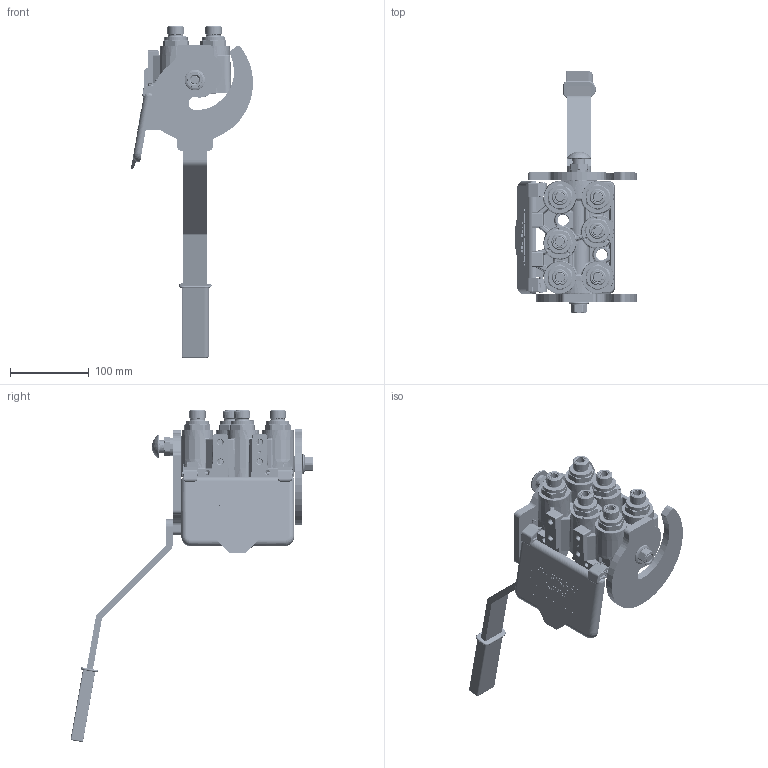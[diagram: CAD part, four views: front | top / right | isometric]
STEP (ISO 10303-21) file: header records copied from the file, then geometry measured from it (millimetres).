
FILE_DESCRIPTION (( 'STEP AP214' ), '1' );
FILE_NAME ('FASTER.step', '2021-11-15T04:37:26', ( '' ), ( '' ), 'SwSTEP 2.0', 'SolidWorks 2017', '' );
FILE_SCHEMA (( 'AUTOMOTIVE_DESIGN' ));
Length unit declared in the file: millimetre
Products named in the file (31): or2_62x17_86; 4850_001_0001_007; 4830_024_0001_012; 4830_025_1000_000; sicura_p5; 4830_001_0005_300; 4830_025_2000_000; A_2ffnb1211_12sf; 2ffnb1211_12sf; 1540_080_0012_000; 0048_042_0412_000; 4850_024_0000_020; 4830_025_0000_001; 4850_024_1000_011; et011; 4340_014_0000_000; 4850_024_0000_022; 4850_024_5001_000_ASM; P608_F_BASE; 4850_024_5001_000; 4142_072_1000_300; curs_molla_12; 4830_001_0005_301; 4830_022_0000_011; 4850_024_5001_010_1; 4830_001_0004_000; or1_5x7_m; 4852_020_0001_001; FASTER; 4830_070_0000_001
Assembly tree (37 placements, depth 4):
  FASTER
    P608_F_BASE
      4852_020_0001_001
      4830_001_0004_000  x2
      4850_001_0001_007
      4830_001_0005_300
      4830_001_0005_301
    A_2ffnb1211_12sf  x6
      curs_molla_12
        4340_014_0000_000
        4142_072_1000_300
      2ffnb1211_12sf
        2ffnb1211_12sf
    4850_024_5001_000
      4850_024_5001_000_ASM
        4850_024_5001_010_1
        4850_024_0000_022
        4850_024_1000_011
      sicura_p5
        4830_025_0000_001
        or1_5x7_m
        0048_042_0412_000
      4850_024_0000_020
      4830_025_2000_000
      4830_024_0001_012
      1540_080_0012_000
      4830_025_1000_000
      4830_022_0000_011
      4830_070_0000_001
      or2_62x17_86  x2
    et011
Bounding box: 155.3 x 308.31 x 421.88 mm (x, y, z)
Volume: 307612.6 mm3; surface area: 416475.7 mm2
Topology: 30 solids, 121 shells, 6006 faces, 16037 edges, 10316 vertices
Faces by surface type: plane 3373, cylinder 1015, cone 601, bspline 535, torus 392, sphere 90
Entity records: 192555 total; most frequent: CARTESIAN_POINT 79717, ORIENTED_EDGE 23676, DIRECTION 20478, EDGE_CURVE 11964, LINE 8556, VECTOR 8556, VERTEX_POINT 7708, AXIS2_PLACEMENT_3D 5961
